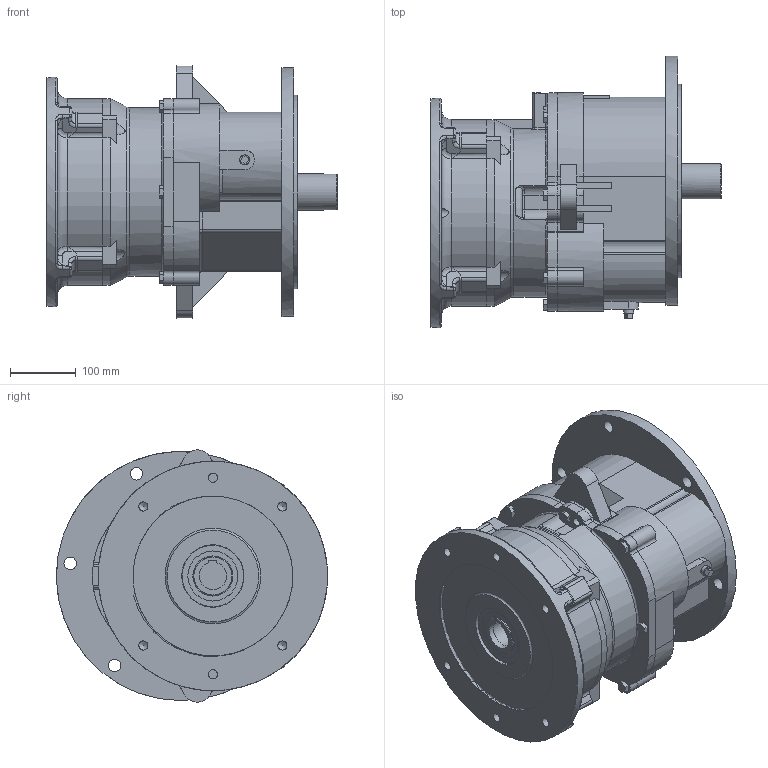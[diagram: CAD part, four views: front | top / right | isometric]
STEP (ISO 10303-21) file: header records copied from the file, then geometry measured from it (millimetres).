
FILE_DESCRIPTION (( 'STEP AP214' ), '1' );
FILE_NAME ('EK2DO08387H001_F1VM20_11KW_R5~10_defeature.stp', '2022-06-08T01:15:22', ( 'Windows 餌辨濠' ), ( '' ), 'SwSTEP 2.0', 'SolidWorks 2021', '' );
FILE_SCHEMA (( 'AUTOMOTIVE_DESIGN' ));
Length unit declared in the file: millimetre
Products named in the file (1): EK2DO08387H001_F1VM20_11KW_R5~10_defeature
Bounding box: 442.5 x 413.74 x 384.85 mm (x, y, z)
Volume: 23625214.4 mm3; surface area: 874669 mm2
Topology: 1 solids, 2 shells, 735 faces, 1843 edges, 1134 vertices
Faces by surface type: plane 320, cylinder 297, bspline 62, torus 36, cone 18, sphere 2
Full cylindrical faces by diameter (mm): 4 x1, 13 x2, 14 x10, 19 x6, 52 x1, 55 x1, 60 x3, 76.3 x2, 93.7 x2, 95 x1, 275 x1, 295 x1, 350 x1, 380 x1
Entity records: 27067 total; most frequent: CARTESIAN_POINT 9506, ORIENTED_EDGE 3510, DIRECTION 3402, EDGE_CURVE 1755, AXIS2_PLACEMENT_3D 1264, VERTEX_POINT 1102, VECTOR 874, LINE 874
